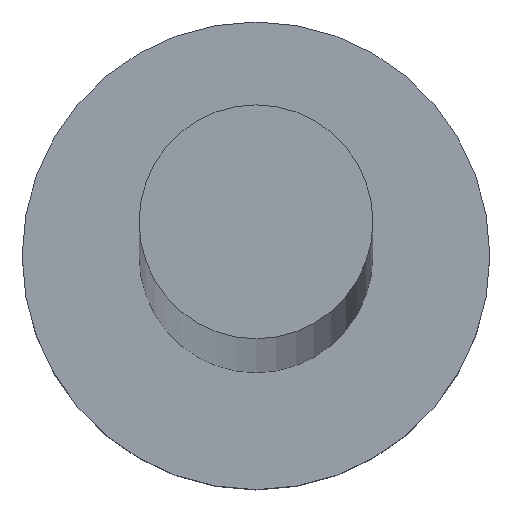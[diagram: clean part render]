
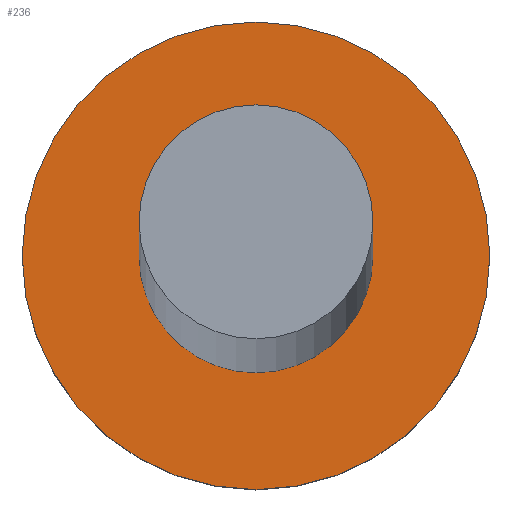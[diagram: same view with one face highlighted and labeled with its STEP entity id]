
A CAD part, top view. The second image highlights one B-rep face of the part: STEP entity #236.
In plain terms, the highlighted planar face has unit normal (0, 0, 1).
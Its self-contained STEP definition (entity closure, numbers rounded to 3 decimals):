
#3 = AXIS2_PLACEMENT_3D ( 'NONE', #6, #42, #124 ) ;
#6 = CARTESIAN_POINT ( 'NONE',  ( 0., 0., 5. ) ) ;
#10 = EDGE_CURVE ( 'NONE', #81, #52, #111, .T. ) ;
#20 = ORIENTED_EDGE ( 'NONE', *, *, #26, .F. ) ;
#22 = AXIS2_PLACEMENT_3D ( 'NONE', #179, #50, #100 ) ;
#23 = CARTESIAN_POINT ( 'NONE',  ( 0., 0., 5. ) ) ;
#24 = CARTESIAN_POINT ( 'NONE',  ( -6., 0., 5. ) ) ;
#26 = EDGE_CURVE ( 'NONE', #153, #126, #215, .T. ) ;
#32 = DIRECTION ( 'NONE',  ( 1., 0., 0. ) ) ;
#42 = DIRECTION ( 'NONE',  ( 0., 0., 1. ) ) ;
#45 = CARTESIAN_POINT ( 'NONE',  ( 6., 0., 5. ) ) ;
#46 = EDGE_LOOP ( 'NONE', ( #20, #99 ) ) ;
#47 = FACE_OUTER_BOUND ( 'NONE', #254, .T. ) ;
#50 = DIRECTION ( 'NONE',  ( 0., 0., 1. ) ) ;
#51 = DIRECTION ( 'NONE',  ( 0., 0., 1. ) ) ;
#52 = VERTEX_POINT ( 'NONE', #24 ) ;
#67 = DIRECTION ( 'NONE',  ( 1., 0., 0. ) ) ;
#81 = VERTEX_POINT ( 'NONE', #45 ) ;
#96 = CIRCLE ( 'NONE', #189, 3. ) ;
#99 = ORIENTED_EDGE ( 'NONE', *, *, #105, .F. ) ;
#100 = DIRECTION ( 'NONE',  ( 1., 0., 0. ) ) ;
#104 = CARTESIAN_POINT ( 'NONE',  ( -3., 0., 5. ) ) ;
#105 = EDGE_CURVE ( 'NONE', #126, #153, #96, .T. ) ;
#111 = CIRCLE ( 'NONE', #3, 6. ) ;
#122 = CARTESIAN_POINT ( 'NONE',  ( 3., 0., 5. ) ) ;
#124 = DIRECTION ( 'NONE',  ( 1., 0., 0. ) ) ;
#126 = VERTEX_POINT ( 'NONE', #122 ) ;
#128 = PLANE ( 'NONE',  #22 ) ;
#131 = DIRECTION ( 'NONE',  ( 0., 0., 1. ) ) ;
#134 = CARTESIAN_POINT ( 'NONE',  ( 0., 0., 5. ) ) ;
#147 = FACE_BOUND ( 'NONE', #46, .T. ) ;
#153 = VERTEX_POINT ( 'NONE', #104 ) ;
#155 = AXIS2_PLACEMENT_3D ( 'NONE', #23, #131, #32 ) ;
#162 = CARTESIAN_POINT ( 'NONE',  ( 0., 0., 5. ) ) ;
#165 = DIRECTION ( 'NONE',  ( 1., 0., 0. ) ) ;
#177 = EDGE_CURVE ( 'NONE', #52, #81, #225, .T. ) ;
#179 = CARTESIAN_POINT ( 'NONE',  ( 0., 0., 5. ) ) ;
#187 = DIRECTION ( 'NONE',  ( 0., 0., 1. ) ) ;
#189 = AXIS2_PLACEMENT_3D ( 'NONE', #134, #51, #67 ) ;
#204 = ORIENTED_EDGE ( 'NONE', *, *, #10, .T. ) ;
#215 = CIRCLE ( 'NONE', #235, 3. ) ;
#225 = CIRCLE ( 'NONE', #155, 6. ) ;
#235 = AXIS2_PLACEMENT_3D ( 'NONE', #162, #187, #165 ) ;
#236 = ADVANCED_FACE ( 'NONE', ( #147, #47 ), #128, .T. ) ;
#239 = ORIENTED_EDGE ( 'NONE', *, *, #177, .T. ) ;
#254 = EDGE_LOOP ( 'NONE', ( #239, #204 ) ) ;
